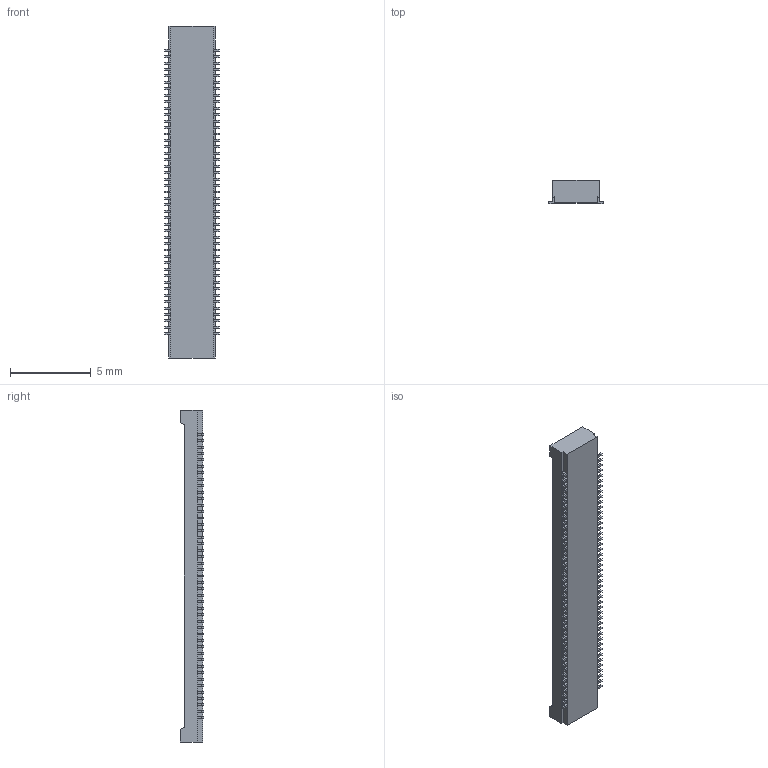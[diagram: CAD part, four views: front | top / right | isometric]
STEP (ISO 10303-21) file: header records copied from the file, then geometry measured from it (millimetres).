
FILE_DESCRIPTION(('CoCreate Modeling STEP Export'),'2;1');
FILE_NAME('DF40C-90DS.stp','2009-12-09T17:15:41',(''),(''),'CoCreate Modeling STEP processor for AP214 (Solid Model)','CoCreate Modeling 16.00B 02-Dec-2008 (C) Parametric Technology GmbH','');
FILE_SCHEMA(('AUTOMOTIVE_DESIGN { 1 0 10303 214 1 1 1 1 }'));
Products named in the file (1): C90
Bounding box: 3.38 x 1.45 x 20.6 mm (x, y, z)
Volume: 52.8 mm3; surface area: 269 mm2
Topology: 1 solids, 1 shells, 2065 faces, 5608 edges, 3728 vertices
Faces by surface type: plane 1591, cylinder 462, cone 12
Entity records: 62477 total; most frequent: ORIENTED_EDGE 11216, CARTESIAN_POINT 10969, DIRECTION 9796, EDGE_CURVE 5608, VECTOR 4662, LINE 4662, VERTEX_POINT 3728, AXIS2_PLACEMENT_3D 2567
